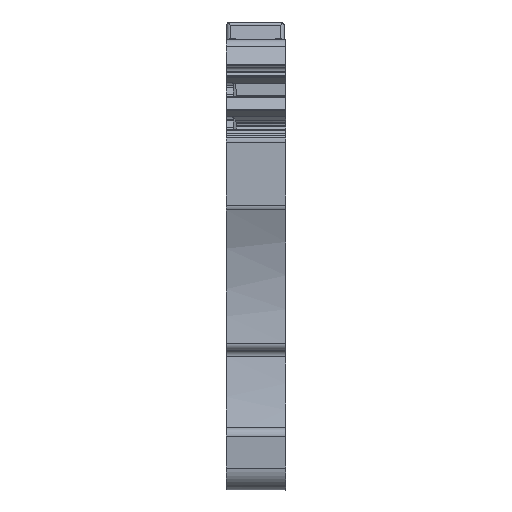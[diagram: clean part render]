
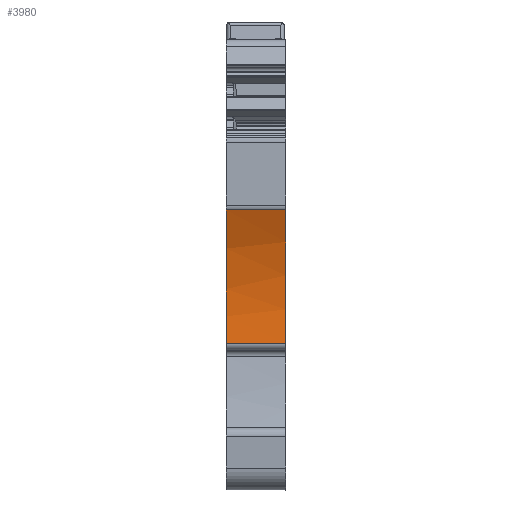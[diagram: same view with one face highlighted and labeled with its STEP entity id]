
A CAD part, front view. The second image highlights one B-rep face of the part: STEP entity #3980.
In plain terms, the highlighted cylindrical face has radius 20 mm (diameter 40 mm), a partial arc.
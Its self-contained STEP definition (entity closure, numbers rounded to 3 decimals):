
#3960=AXIS2_PLACEMENT_3D('Cylinder Axis2P3D',#3957,#3958,#3959) ;
#3964=AXIS2_PLACEMENT_3D('Circle Axis2P3D',#3962,#3963,$) ;
#800=CARTESIAN_POINT('Vertex',(0.,1.835,12.477)) ;
#804=CARTESIAN_POINT('Control Point',(0.,0.267,23.842)) ;
#805=CARTESIAN_POINT('Control Point',(0.,1.085,22.048)) ;
#806=CARTESIAN_POINT('Control Point',(0.,1.683,20.154)) ;
#807=CARTESIAN_POINT('Control Point',(0.,2.043,18.194)) ;
#808=CARTESIAN_POINT('Control Point',(0.,2.178,15.853)) ;
#809=CARTESIAN_POINT('Control Point',(0.,1.975,13.534)) ;
#810=CARTESIAN_POINT('Control Point',(0.,1.936,13.18)) ;
#811=CARTESIAN_POINT('Control Point',(0.,1.89,12.828)) ;
#812=CARTESIAN_POINT('Control Point',(0.,1.835,12.477)) ;
#813=CARTESIAN_POINT('Vertex',(0.,0.267,23.842)) ;
#3942=CARTESIAN_POINT('Vertex',(5.1,1.835,12.477)) ;
#3945=CARTESIAN_POINT('Line Origine',(2.55,1.835,12.477)) ;
#3957=CARTESIAN_POINT('Axis2P3D Location',(2.55,-17.929,15.54)) ;
#3962=CARTESIAN_POINT('Axis2P3D Location',(5.1,-17.929,15.54)) ;
#3966=CARTESIAN_POINT('Vertex',(5.1,0.267,23.842)) ;
#3969=CARTESIAN_POINT('Line Origine',(2.55,0.267,23.842)) ;
#3946=DIRECTION('Vector Direction',(1.,0.,0.)) ;
#3958=DIRECTION('Axis2P3D Direction',(1.,0.,0.)) ;
#3959=DIRECTION('Axis2P3D XDirection',(0.,0.,-1.)) ;
#3963=DIRECTION('Axis2P3D Direction',(1.,0.,0.)) ;
#3970=DIRECTION('Vector Direction',(1.,0.,0.)) ;
#3947=VECTOR('Line Direction',#3946,1.) ;
#3971=VECTOR('Line Direction',#3970,1.) ;
#3975=ORIENTED_EDGE('',*,*,#815,.T.) ;
#3976=ORIENTED_EDGE('',*,*,#3949,.F.) ;
#3977=ORIENTED_EDGE('',*,*,#3968,.F.) ;
#3978=ORIENTED_EDGE('',*,*,#3973,.F.) ;
#3980=ADVANCED_FACE('KLTR ZTR.1\\Hauptk\X2\00F6\X0\rper',(#3979),#3961,.F.) ;
#803=B_SPLINE_CURVE_WITH_KNOTS('',5,(#804,#805,#806,#807,#808,#809,#810,#811,#812),.UNSPECIFIED.,.F.,.U.,(6,3,6),(0.,13.973,16.492),.UNSPECIFIED.) ;
#3965=CIRCLE('generated circle',#3964,20.) ;
#3961=CYLINDRICAL_SURFACE('generated cylinder',#3960,20.) ;
#815=EDGE_CURVE('',#814,#801,#803,.T.) ;
#3949=EDGE_CURVE('',#3943,#801,#3948,.F.) ;
#3968=EDGE_CURVE('',#3967,#3943,#3965,.F.) ;
#3973=EDGE_CURVE('',#814,#3967,#3972,.T.) ;
#3974=EDGE_LOOP('',(#3975,#3976,#3977,#3978)) ;
#3979=FACE_OUTER_BOUND('',#3974,.T.) ;
#3948=LINE('Line',#3945,#3947) ;
#3972=LINE('Line',#3969,#3971) ;
#801=VERTEX_POINT('',#800) ;
#814=VERTEX_POINT('',#813) ;
#3943=VERTEX_POINT('',#3942) ;
#3967=VERTEX_POINT('',#3966) ;
